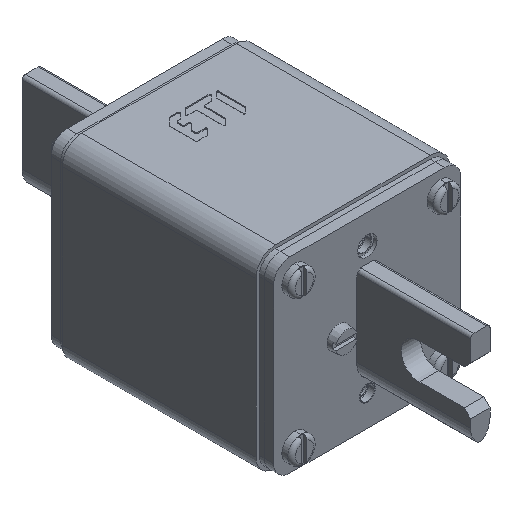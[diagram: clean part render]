
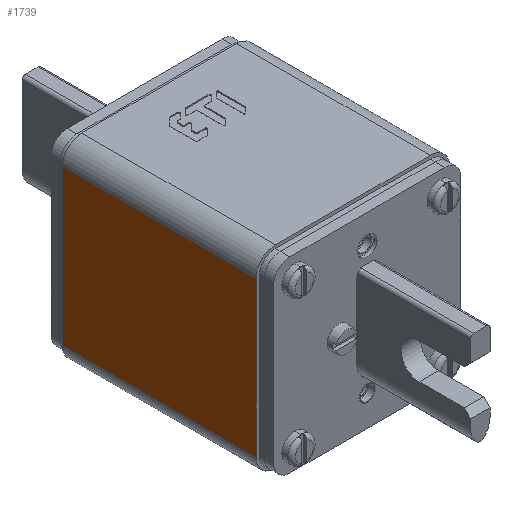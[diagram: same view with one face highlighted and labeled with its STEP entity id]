
A CAD part, isometric view. The second image highlights one B-rep face of the part: STEP entity #1739.
In plain terms, the highlighted planar face has unit normal (-1, 0, 0).
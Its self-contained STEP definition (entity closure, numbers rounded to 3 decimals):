
#156=DIRECTION('',(0.,-1.,0.));
#157=VECTOR('',#156,48.);
#158=CARTESIAN_POINT('',(-30.,24.,-30.));
#159=LINE('',#158,#157);
#221=DIRECTION('',(0.,0.,-1.));
#222=VECTOR('',#221,60.);
#223=CARTESIAN_POINT('',(-30.,24.,30.));
#224=LINE('',#223,#222);
#228=DIRECTION('',(0.,0.,-1.));
#229=VECTOR('',#228,60.);
#230=CARTESIAN_POINT('',(-30.,-24.,30.));
#231=LINE('',#230,#229);
#647=DIRECTION('',(0.,-1.,0.));
#648=VECTOR('',#647,48.);
#649=CARTESIAN_POINT('',(-30.,24.,30.));
#650=LINE('',#649,#648);
#1373=CARTESIAN_POINT('',(-30.,24.,-30.));
#1375=VERTEX_POINT('',#1373);
#1379=CARTESIAN_POINT('',(-30.,24.,30.));
#1380=VERTEX_POINT('',#1379);
#1390=CARTESIAN_POINT('',(-30.,-24.,-30.));
#1392=VERTEX_POINT('',#1390);
#1393=CARTESIAN_POINT('',(-30.,-24.,30.));
#1394=VERTEX_POINT('',#1393);
#1726=CARTESIAN_POINT('',(-30.,30.,-30.));
#1727=DIRECTION('',(-1.,0.,0.));
#1728=DIRECTION('',(0.,-1.,0.));
#1729=AXIS2_PLACEMENT_3D('',#1726,#1727,#1728);
#1730=PLANE('',#1729);
#1732=ORIENTED_EDGE('',*,*,#1731,.F.);
#1734=ORIENTED_EDGE('',*,*,#1733,.T.);
#1735=ORIENTED_EDGE('',*,*,#1711,.T.);
#1736=ORIENTED_EDGE('',*,*,#1600,.F.);
#1737=EDGE_LOOP('',(#1732,#1734,#1735,#1736));
#1738=FACE_OUTER_BOUND('',#1737,.F.);
#1600=EDGE_CURVE('',#1375,#1392,#159,.T.);
#1711=EDGE_CURVE('',#1394,#1392,#231,.T.);
#1731=EDGE_CURVE('',#1380,#1375,#224,.T.);
#1733=EDGE_CURVE('',#1380,#1394,#650,.T.);
#1739=ADVANCED_FACE('',(#1738),#1730,.T.);
